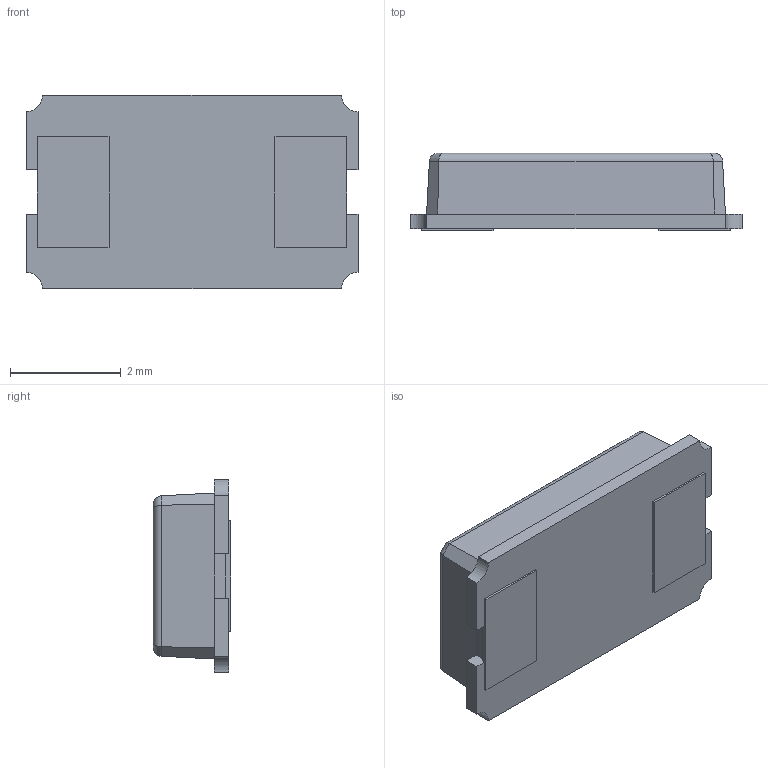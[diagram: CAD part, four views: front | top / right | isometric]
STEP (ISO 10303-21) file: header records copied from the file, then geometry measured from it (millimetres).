
FILE_DESCRIPTION (( 'STEP AP214' ), '1' );
FILE_NAME ('ABRACON_ABM7-8.000MHZ-D2Y-T.STEP', '2015-04-12T22:42:42', ( '' ), ( '' ), '', '', '' );
FILE_SCHEMA (( '' ));
Length unit declared in the file: millimetre
Products named in the file (1): ABRACON_ABM7-8.000MHZ-D2Y-T
Bounding box: 6 x 1.4 x 3.5 mm (x, y, z)
Volume: 22.7 mm3; surface area: 74.1 mm2
Topology: 3 solids, 3 shells, 115 faces, 295 edges, 194 vertices
Faces by surface type: plane 94, cylinder 12, bspline 9
Entity records: 4546 total; most frequent: CARTESIAN_POINT 1190, ORIENTED_EDGE 590, DIRECTION 491, EDGE_CURVE 295, VECTOR 261, LINE 261, VERTEX_POINT 194, EDGE_LOOP 123
